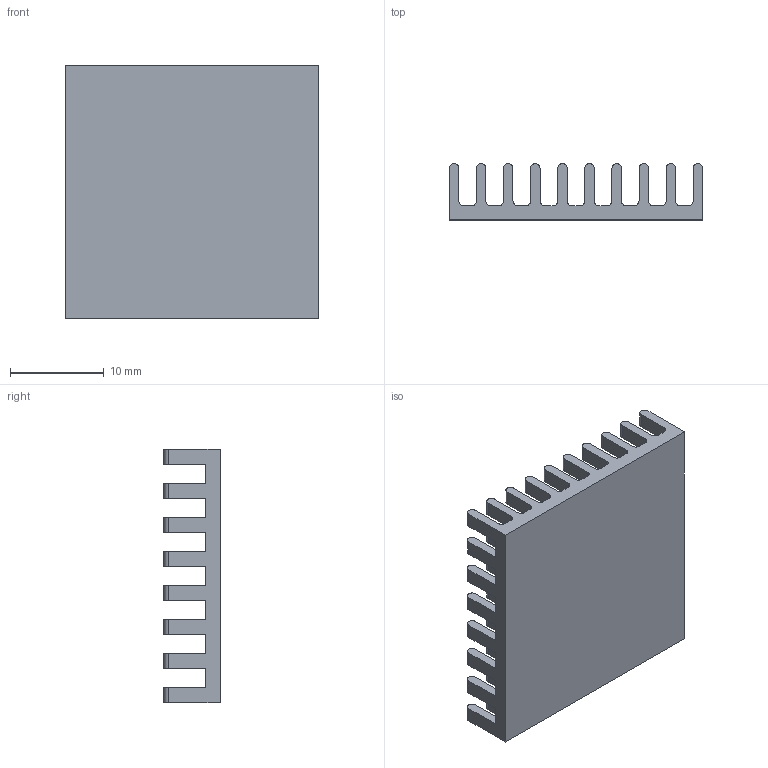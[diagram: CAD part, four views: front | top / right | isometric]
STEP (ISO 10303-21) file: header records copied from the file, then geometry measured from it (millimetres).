
FILE_DESCRIPTION(('STEP AP242'),'1');
FILE_NAME('v2026b.stp','2019-08-12T08:20:32',('TraceParts'),('TraceParts S.A.'),'Spatial InterOp 3D',' ',' ');
FILE_SCHEMA(('AP242_MANAGED_MODEL_BASED_3D_ENGINEERING_MIM_LF {1 0 10303 442 1 1 4}'));
Length unit declared in the file: millimetre
Products named in the file (1): v2026b
Bounding box: 27 x 6 x 27 mm (x, y, z)
Volume: 1680.1 mm3; surface area: 3379.7 mm2
Topology: 1 solids, 1 shells, 594 faces, 1632 edges, 1088 vertices
Faces by surface type: cylinder 304, plane 290
Entity records: 19079 total; most frequent: DIRECTION 3430, CARTESIAN_POINT 3315, ORIENTED_EDGE 3264, EDGE_CURVE 1632, AXIS2_PLACEMENT_3D 1203, VERTEX_POINT 1088, LINE 1024, VECTOR 1024
